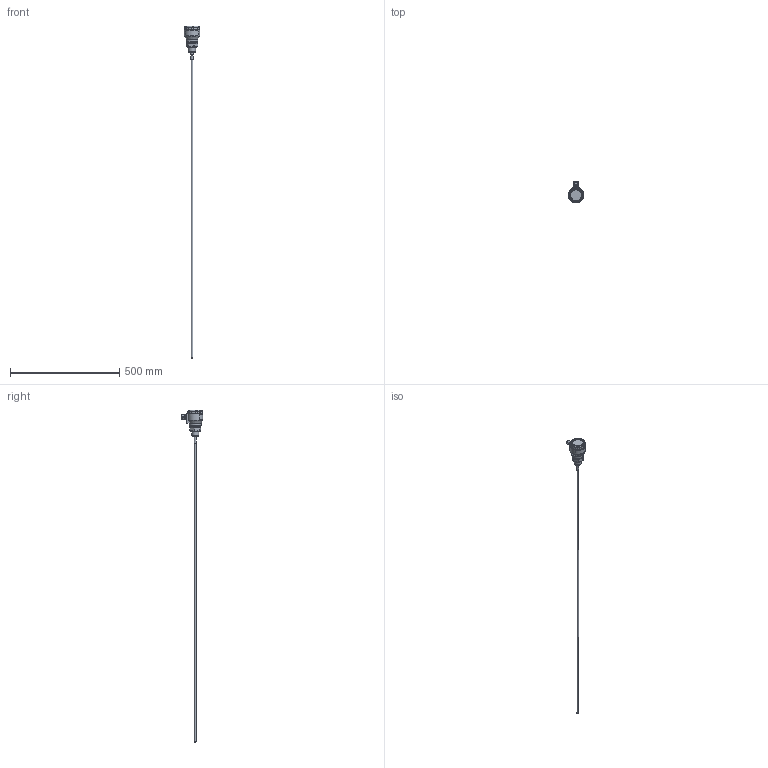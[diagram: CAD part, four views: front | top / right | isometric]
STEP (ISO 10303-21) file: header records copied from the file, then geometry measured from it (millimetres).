
FILE_DESCRIPTION(/* description */ ('Unknown'),/* implementation_level */ '2;1');
FILE_NAME(/* name */ 'GRLM-70N-10-G1-_-_-B1-L_E1400',/* time_stamp */ '2025-03-26T13:00:32+01:00',/* author */ ('Unknown'),/* organization */ ('Unknown'),/* preprocessor_version */ 'ST-DEVELOPER v18.1',/* originating_system */ 'Solid Edge',/* authorisation */ 'Unknown');
FILE_SCHEMA (('AUTOMOTIVE_DESIGN {1 0 10303 214 3 1 1}'));
Length unit declared in the file: millimetre
Products named in the file (1): GRLM-70_N-10-G-_-B-L_E500
Bounding box: 70.97 x 100.69 x 1520.66 mm (x, y, z)
Volume: 390046.5 mm3; surface area: 66375.4 mm2
Topology: 1 solids, 3 shells, 276 faces, 723 edges, 467 vertices
Faces by surface type: plane 121, cone 90, cylinder 58, sphere 6, torus 1
Full cylindrical faces by diameter (mm): 3.242 x1, 6 x1, 8 x1, 9.5 x1, 11 x1, 17.2 x1, 19 x1, 29.846 x1, 33.249 x1, 44 x1, 52 x1, 54.5 x1
Entity records: 10301 total; most frequent: CARTESIAN_POINT 1600, DIRECTION 1450, ORIENTED_EDGE 1368, EDGE_CURVE 684, AXIS2_PLACEMENT_3D 541, VERTEX_POINT 458, LINE 368, VECTOR 368
